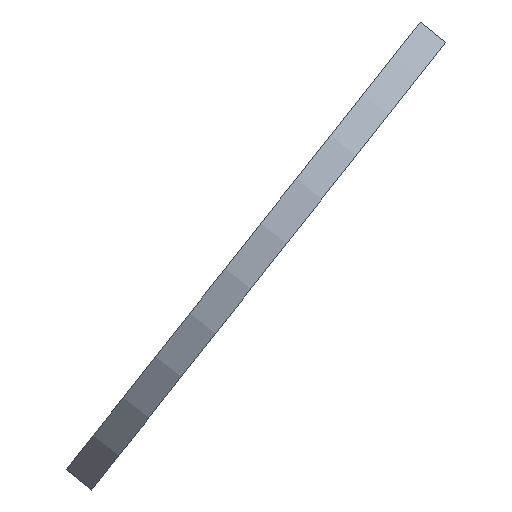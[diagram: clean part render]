
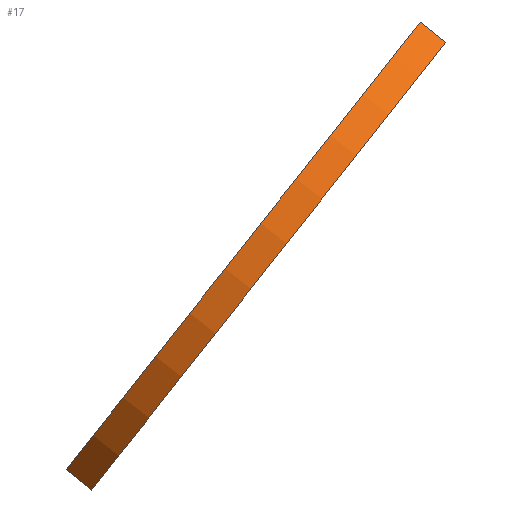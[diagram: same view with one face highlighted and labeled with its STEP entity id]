
A CAD part, front view. The second image highlights one B-rep face of the part: STEP entity #17.
In plain terms, the highlighted cylindrical face has radius 12.499 mm (diameter 24.999 mm), a partial arc.
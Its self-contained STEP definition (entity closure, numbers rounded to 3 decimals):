
#17 = ADVANCED_FACE('',(#18),#33,.T.);
#18 = FACE_BOUND('',#19,.T.);
#19 = EDGE_LOOP('',(#20,#66,#104,#143));
#20 = ORIENTED_EDGE('',*,*,#21,.F.);
#21 = EDGE_CURVE('',#22,#24,#26,.T.);
#22 = VERTEX_POINT('',#23);
#23 = CARTESIAN_POINT('',(-5.878,0.011,
    -6.62));
#24 = VERTEX_POINT('',#25);
#25 = CARTESIAN_POINT('',(5.082,-0.011,
    7.249));
#26 = SURFACE_CURVE('',#27,(#32),.PCURVE_S1.);
#27 = CIRCLE('',#28,12.5);
#28 = AXIS2_PLACEMENT_3D('',#29,#30,#31);
#29 = CARTESIAN_POINT('',(-0.392,8.838,0.324)
  );
#30 = DIRECTION('',(-0.785,0.,0.62));
#31 = DIRECTION('',(-0.439,-0.706,-0.556));
#32 = PCURVE('',#33,#38);
#33 = CYLINDRICAL_SURFACE('',#34,12.5);
#34 = AXIS2_PLACEMENT_3D('',#35,#36,#37);
#35 = CARTESIAN_POINT('',(-0.495,8.838,0.405)
  );
#36 = DIRECTION('',(0.785,0.,-0.62));
#37 = DIRECTION('',(-0.426,-0.727,-0.539));
#38 = DEFINITIONAL_REPRESENTATION('',(#39),#65);
#39 = B_SPLINE_CURVE_WITH_KNOTS('',3,(#40,#41,#42,#43,#44,#45,#46,#47,
    #48,#49,#50,#51,#52,#53,#54,#55,#56,#57,#58,#59,#60,#61,#62,#63,#64)
  ,.UNSPECIFIED.,.F.,.F.,(4,1,1,1,1,1,1,1,1,1,1,1,1,1,1,1,1,1,1,1,1,1,4)
  ,(0.,0.071,0.143,0.214,0.286,
    0.357,0.428,0.5,0.571,
    0.643,0.714,0.785,0.857,
    0.928,1.,1.071,1.142,
    1.214,1.285,1.357,1.428,
    1.499,1.571),.QUASI_UNIFORM_KNOTS.);
#40 = CARTESIAN_POINT('',(6.313,0.131));
#41 = CARTESIAN_POINT('',(6.29,0.131));
#42 = CARTESIAN_POINT('',(6.242,0.131));
#43 = CARTESIAN_POINT('',(6.171,0.131));
#44 = CARTESIAN_POINT('',(6.099,0.131));
#45 = CARTESIAN_POINT('',(6.028,0.131));
#46 = CARTESIAN_POINT('',(5.956,0.131));
#47 = CARTESIAN_POINT('',(5.885,0.131));
#48 = CARTESIAN_POINT('',(5.814,0.131));
#49 = CARTESIAN_POINT('',(5.742,0.131));
#50 = CARTESIAN_POINT('',(5.671,0.131));
#51 = CARTESIAN_POINT('',(5.599,0.131));
#52 = CARTESIAN_POINT('',(5.528,0.131));
#53 = CARTESIAN_POINT('',(5.457,0.131));
#54 = CARTESIAN_POINT('',(5.385,0.131));
#55 = CARTESIAN_POINT('',(5.314,0.131));
#56 = CARTESIAN_POINT('',(5.242,0.131));
#57 = CARTESIAN_POINT('',(5.171,0.131));
#58 = CARTESIAN_POINT('',(5.1,0.131));
#59 = CARTESIAN_POINT('',(5.028,0.131));
#60 = CARTESIAN_POINT('',(4.957,0.131));
#61 = CARTESIAN_POINT('',(4.885,0.131));
#62 = CARTESIAN_POINT('',(4.814,0.131));
#63 = CARTESIAN_POINT('',(4.766,0.131));
#64 = CARTESIAN_POINT('',(4.743,0.131));
#65 = ( GEOMETRIC_REPRESENTATION_CONTEXT(2) 
PARAMETRIC_REPRESENTATION_CONTEXT() REPRESENTATION_CONTEXT('2D SPACE',''
  ) );
#66 = ORIENTED_EDGE('',*,*,#67,.F.);
#67 = EDGE_CURVE('',#68,#22,#70,.T.);
#68 = VERTEX_POINT('',#69);
#69 = CARTESIAN_POINT('',(-5.082,0.011,
    -7.249));
#70 = SURFACE_CURVE('',#71,(#75),.PCURVE_S1.);
#71 = LINE('',#72,#73);
#72 = CARTESIAN_POINT('',(-5.082,0.011,
    -7.249));
#73 = VECTOR('',#74,1.);
#74 = DIRECTION('',(-0.785,0.,0.62));
#75 = PCURVE('',#33,#76);
#76 = DEFINITIONAL_REPRESENTATION('',(#77),#103);
#77 = B_SPLINE_CURVE_WITH_KNOTS('',3,(#78,#79,#80,#81,#82,#83,#84,#85,
    #86,#87,#88,#89,#90,#91,#92,#93,#94,#95,#96,#97,#98,#99,#100,#101,
    #102),.UNSPECIFIED.,.F.,.F.,(4,1,1,1,1,1,1,1,1,1,1,1,1,1,1,1,1,1,1,1
    ,1,1,4),(-0.,0.046,0.092,0.138,
    0.185,0.231,0.277,0.323,
    0.369,0.415,0.461,0.507,
    0.554,0.6,0.646,0.692,
    0.738,0.784,0.83,0.877,
    0.923,0.969,1.015),
  .QUASI_UNIFORM_KNOTS.);
#78 = CARTESIAN_POINT('',(6.313,1.146));
#79 = CARTESIAN_POINT('',(6.313,1.131));
#80 = CARTESIAN_POINT('',(6.313,1.1));
#81 = CARTESIAN_POINT('',(6.313,1.054));
#82 = CARTESIAN_POINT('',(6.313,1.008));
#83 = CARTESIAN_POINT('',(6.313,0.962));
#84 = CARTESIAN_POINT('',(6.313,0.916));
#85 = CARTESIAN_POINT('',(6.313,0.87));
#86 = CARTESIAN_POINT('',(6.313,0.824));
#87 = CARTESIAN_POINT('',(6.313,0.777));
#88 = CARTESIAN_POINT('',(6.313,0.731));
#89 = CARTESIAN_POINT('',(6.313,0.685));
#90 = CARTESIAN_POINT('',(6.313,0.639));
#91 = CARTESIAN_POINT('',(6.313,0.593));
#92 = CARTESIAN_POINT('',(6.313,0.547));
#93 = CARTESIAN_POINT('',(6.313,0.501));
#94 = CARTESIAN_POINT('',(6.313,0.454));
#95 = CARTESIAN_POINT('',(6.313,0.408));
#96 = CARTESIAN_POINT('',(6.313,0.362));
#97 = CARTESIAN_POINT('',(6.313,0.316));
#98 = CARTESIAN_POINT('',(6.313,0.27));
#99 = CARTESIAN_POINT('',(6.313,0.224));
#100 = CARTESIAN_POINT('',(6.313,0.178));
#101 = CARTESIAN_POINT('',(6.313,0.147));
#102 = CARTESIAN_POINT('',(6.313,0.131));
#103 = ( GEOMETRIC_REPRESENTATION_CONTEXT(2) 
PARAMETRIC_REPRESENTATION_CONTEXT() REPRESENTATION_CONTEXT('2D SPACE',''
  ) );
#104 = ORIENTED_EDGE('',*,*,#105,.F.);
#105 = EDGE_CURVE('',#106,#68,#108,.T.);
#106 = VERTEX_POINT('',#107);
#107 = CARTESIAN_POINT('',(5.878,-0.011,
    6.62));
#108 = SURFACE_CURVE('',#109,(#114),.PCURVE_S1.);
#109 = CIRCLE('',#110,12.5);
#110 = AXIS2_PLACEMENT_3D('',#111,#112,#113);
#111 = CARTESIAN_POINT('',(0.405,8.839,-0.305
    ));
#112 = DIRECTION('',(0.785,0.,-0.62));
#113 = DIRECTION('',(0.438,-0.708,0.554));
#114 = PCURVE('',#33,#115);
#115 = DEFINITIONAL_REPRESENTATION('',(#116),#142);
#116 = B_SPLINE_CURVE_WITH_KNOTS('',3,(#117,#118,#119,#120,#121,#122,
    #123,#124,#125,#126,#127,#128,#129,#130,#131,#132,#133,#134,#135,
    #136,#137,#138,#139,#140,#141),.UNSPECIFIED.,.F.,.F.,(4,1,1,1,1,1,1,
    1,1,1,1,1,1,1,1,1,1,1,1,1,1,1,4),(0.,0.071,
    0.143,0.214,0.286,0.357,
    0.428,0.5,0.571,0.643,
    0.714,0.785,0.857,0.928,
    1.,1.071,1.142,1.214,
    1.285,1.357,1.428,1.499,
    1.571),.QUASI_UNIFORM_KNOTS.);
#117 = CARTESIAN_POINT('',(4.743,1.146));
#118 = CARTESIAN_POINT('',(4.766,1.146));
#119 = CARTESIAN_POINT('',(4.814,1.146));
#120 = CARTESIAN_POINT('',(4.885,1.146));
#121 = CARTESIAN_POINT('',(4.957,1.146));
#122 = CARTESIAN_POINT('',(5.028,1.146));
#123 = CARTESIAN_POINT('',(5.1,1.146));
#124 = CARTESIAN_POINT('',(5.171,1.146));
#125 = CARTESIAN_POINT('',(5.242,1.146));
#126 = CARTESIAN_POINT('',(5.314,1.146));
#127 = CARTESIAN_POINT('',(5.385,1.146));
#128 = CARTESIAN_POINT('',(5.457,1.146));
#129 = CARTESIAN_POINT('',(5.528,1.146));
#130 = CARTESIAN_POINT('',(5.599,1.146));
#131 = CARTESIAN_POINT('',(5.671,1.146));
#132 = CARTESIAN_POINT('',(5.742,1.146));
#133 = CARTESIAN_POINT('',(5.814,1.146));
#134 = CARTESIAN_POINT('',(5.885,1.146));
#135 = CARTESIAN_POINT('',(5.956,1.146));
#136 = CARTESIAN_POINT('',(6.028,1.146));
#137 = CARTESIAN_POINT('',(6.099,1.146));
#138 = CARTESIAN_POINT('',(6.171,1.146));
#139 = CARTESIAN_POINT('',(6.242,1.146));
#140 = CARTESIAN_POINT('',(6.29,1.146));
#141 = CARTESIAN_POINT('',(6.313,1.146));
#142 = ( GEOMETRIC_REPRESENTATION_CONTEXT(2) 
PARAMETRIC_REPRESENTATION_CONTEXT() REPRESENTATION_CONTEXT('2D SPACE',''
  ) );
#143 = ORIENTED_EDGE('',*,*,#144,.F.);
#144 = EDGE_CURVE('',#24,#106,#145,.T.);
#145 = SURFACE_CURVE('',#146,(#150),.PCURVE_S1.);
#146 = LINE('',#147,#148);
#147 = CARTESIAN_POINT('',(5.082,-0.011,
    7.249));
#148 = VECTOR('',#149,1.);
#149 = DIRECTION('',(0.785,0.,-0.62));
#150 = PCURVE('',#33,#151);
#151 = DEFINITIONAL_REPRESENTATION('',(#152),#178);
#152 = B_SPLINE_CURVE_WITH_KNOTS('',3,(#153,#154,#155,#156,#157,#158,
    #159,#160,#161,#162,#163,#164,#165,#166,#167,#168,#169,#170,#171,
    #172,#173,#174,#175,#176,#177),.UNSPECIFIED.,.F.,.F.,(4,1,1,1,1,1,1,
    1,1,1,1,1,1,1,1,1,1,1,1,1,1,1,4),(0.,0.046,
    0.092,0.138,0.185,0.231,
    0.277,0.323,0.369,0.415,
    0.461,0.507,0.554,0.6,
    0.646,0.692,0.738,0.784,
    0.83,0.877,0.923,0.969,
    1.015),.QUASI_UNIFORM_KNOTS.);
#153 = CARTESIAN_POINT('',(4.743,0.131));
#154 = CARTESIAN_POINT('',(4.743,0.147));
#155 = CARTESIAN_POINT('',(4.743,0.178));
#156 = CARTESIAN_POINT('',(4.743,0.224));
#157 = CARTESIAN_POINT('',(4.743,0.27));
#158 = CARTESIAN_POINT('',(4.743,0.316));
#159 = CARTESIAN_POINT('',(4.743,0.362));
#160 = CARTESIAN_POINT('',(4.743,0.408));
#161 = CARTESIAN_POINT('',(4.743,0.454));
#162 = CARTESIAN_POINT('',(4.743,0.501));
#163 = CARTESIAN_POINT('',(4.743,0.547));
#164 = CARTESIAN_POINT('',(4.743,0.593));
#165 = CARTESIAN_POINT('',(4.743,0.639));
#166 = CARTESIAN_POINT('',(4.743,0.685));
#167 = CARTESIAN_POINT('',(4.743,0.731));
#168 = CARTESIAN_POINT('',(4.743,0.777));
#169 = CARTESIAN_POINT('',(4.743,0.824));
#170 = CARTESIAN_POINT('',(4.743,0.87));
#171 = CARTESIAN_POINT('',(4.743,0.916));
#172 = CARTESIAN_POINT('',(4.743,0.962));
#173 = CARTESIAN_POINT('',(4.743,1.008));
#174 = CARTESIAN_POINT('',(4.743,1.054));
#175 = CARTESIAN_POINT('',(4.743,1.1));
#176 = CARTESIAN_POINT('',(4.743,1.131));
#177 = CARTESIAN_POINT('',(4.743,1.146));
#178 = ( GEOMETRIC_REPRESENTATION_CONTEXT(2) 
PARAMETRIC_REPRESENTATION_CONTEXT() REPRESENTATION_CONTEXT('2D SPACE',''
  ) );
